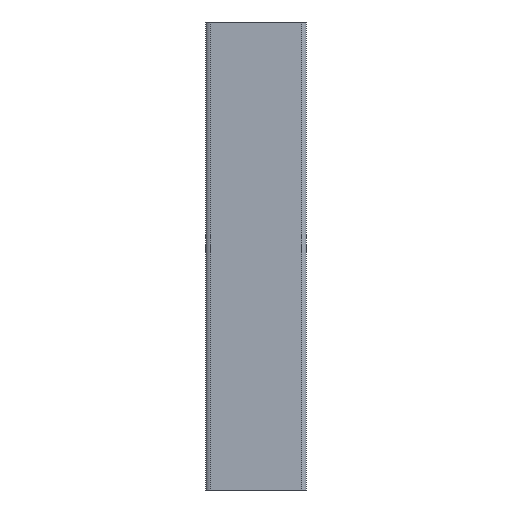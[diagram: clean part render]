
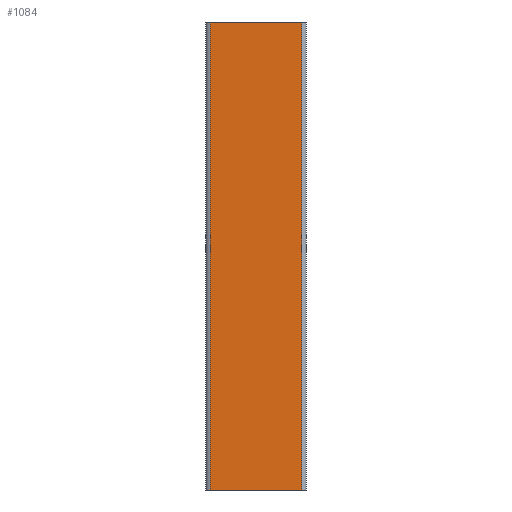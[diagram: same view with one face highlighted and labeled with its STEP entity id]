
A CAD part, left-side view. The second image highlights one B-rep face of the part: STEP entity #1084.
In plain terms, the highlighted planar face has unit normal (-1, 0, 0).
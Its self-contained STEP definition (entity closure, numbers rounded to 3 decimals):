
#481=CARTESIAN_POINT('',(-6.5,-14.,0.0));
#482=VERTEX_POINT('',#481);
#490=CARTESIAN_POINT('',(-6.5,5.5,0.0));
#491=VERTEX_POINT('',#490);
#492=CARTESIAN_POINT('',(-6.5,-14.,0.0));
#493=DIRECTION('',(0.0,1.0,0.0));
#494=VECTOR('',#493,19.5);
#495=LINE('',#492,#494);
#496=EDGE_CURVE('',#482,#491,#495,.T.);
#1041=CARTESIAN_POINT('',(-6.5,-14.,100.0));
#1042=VERTEX_POINT('',#1041);
#1050=CARTESIAN_POINT('',(-6.5,-14.,0.0));
#1051=DIRECTION('',(0.0,0.0,1.0));
#1052=VECTOR('',#1051,100.0);
#1053=LINE('',#1050,#1052);
#1054=EDGE_CURVE('',#482,#1042,#1053,.T.);
#1061=CARTESIAN_POINT('',(-6.5,-14.,0.0));
#1062=DIRECTION('',(-1.0,0.0,0.0));
#1063=DIRECTION('',(0.0,0.0,1.0));
#1064=AXIS2_PLACEMENT_3D('',#1061,#1062,#1063);
#1065=PLANE('',#1064);
#1066=CARTESIAN_POINT('',(-6.5,5.5,100.0));
#1067=VERTEX_POINT('',#1066);
#1068=CARTESIAN_POINT('',(-6.5,-14.,100.0));
#1069=DIRECTION('',(0.0,1.0,0.0));
#1070=VECTOR('',#1069,19.5);
#1071=LINE('',#1068,#1070);
#1072=EDGE_CURVE('',#1042,#1067,#1071,.T.);
#1073=ORIENTED_EDGE('',*,*,#1072,.T.);
#1074=CARTESIAN_POINT('',(-6.5,5.5,0.0));
#1075=DIRECTION('',(0.0,0.0,1.0));
#1076=VECTOR('',#1075,100.0);
#1077=LINE('',#1074,#1076);
#1078=EDGE_CURVE('',#491,#1067,#1077,.T.);
#1079=ORIENTED_EDGE('',*,*,#1078,.F.);
#1080=ORIENTED_EDGE('',*,*,#496,.F.);
#1081=ORIENTED_EDGE('',*,*,#1054,.T.);
#1082=EDGE_LOOP('',(#1073,#1079,#1080,#1081));
#1083=FACE_OUTER_BOUND('',#1082,.T.);
#1084=ADVANCED_FACE('',(#1083),#1065,.T.);
